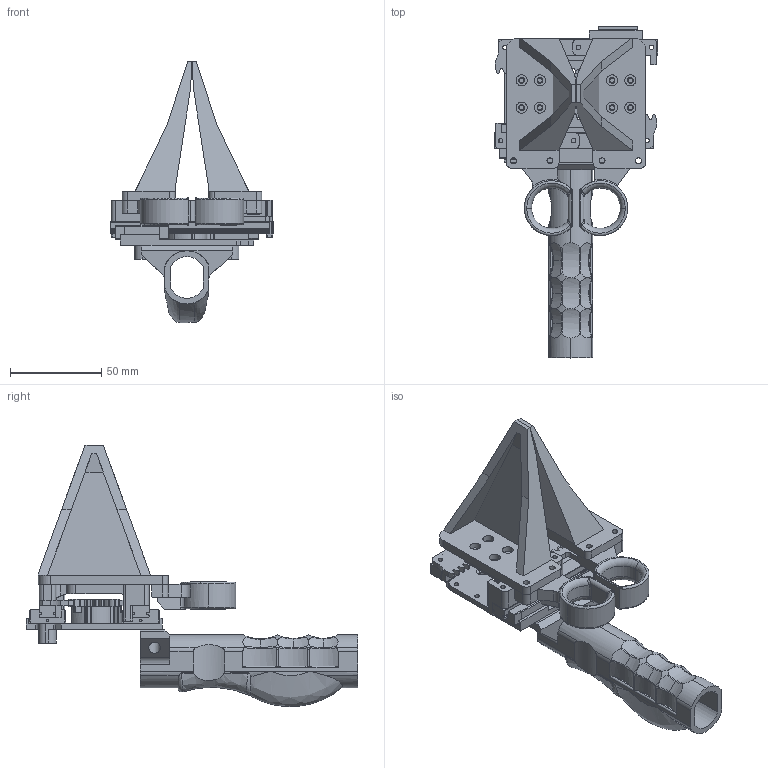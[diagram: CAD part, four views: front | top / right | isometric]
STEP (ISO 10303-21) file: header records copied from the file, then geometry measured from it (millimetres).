
FILE_DESCRIPTION (( 'STEP AP214' ), '1' );
FILE_NAME ('A5儂迮旋標蛈.STEP', '2025-11-19T06:39:52', ( '' ), ( '' ), 'SwSTEP 2.0', 'SolidWorks 2025', '' );
FILE_SCHEMA (( 'AUTOMOTIVE_DESIGN' ));
Length unit declared in the file: millimetre
Products named in the file (1): A5机械臂夹爪
Bounding box: 89.51 x 181.38 x 142.76 mm (x, y, z)
Volume: 148695.5 mm3; surface area: 97636.1 mm2
Topology: 16 solids, 16 shells, 1221 faces, 3305 edges, 2154 vertices
Faces by surface type: cylinder 572, plane 494, bspline 71, cone 66, torus 18
Entity records: 44951 total; most frequent: CARTESIAN_POINT 13664, ORIENTED_EDGE 6590, DIRECTION 6407, EDGE_CURVE 3295, AXIS2_PLACEMENT_3D 2299, VERTEX_POINT 2154, VECTOR 1809, LINE 1809
